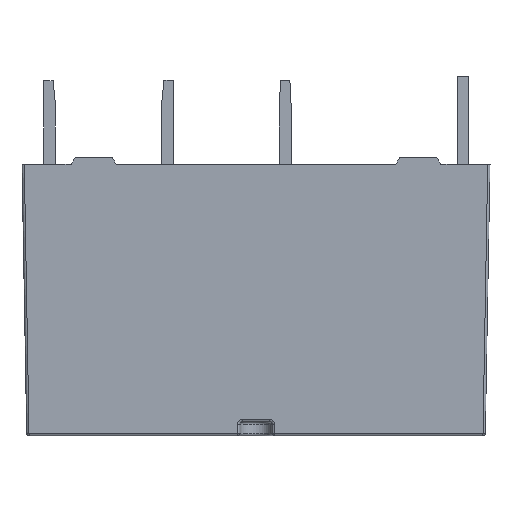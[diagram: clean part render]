
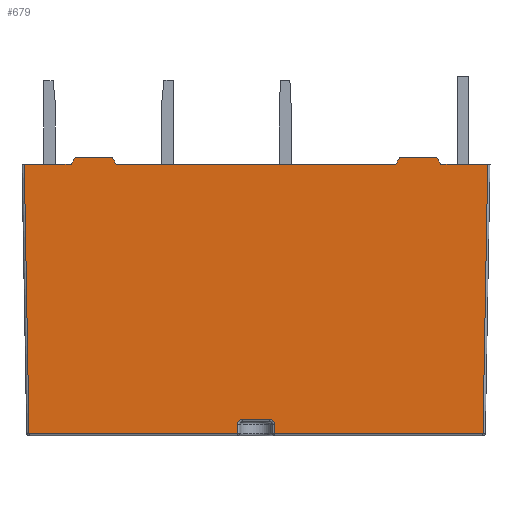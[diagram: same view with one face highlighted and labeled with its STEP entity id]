
A CAD part, left-side view. The second image highlights one B-rep face of the part: STEP entity #679.
In plain terms, the highlighted planar face has unit normal (-1, 0, -0.018).
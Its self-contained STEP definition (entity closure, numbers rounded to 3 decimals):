
#679 = ADVANCED_FACE( '', ( #1454 ), #1455, .T. );
#1454 = FACE_OUTER_BOUND( '', #2469, .T. );
#1455 = PLANE( '', #2470 );
#2469 = EDGE_LOOP( '', ( #4454, #4455, #4456, #4457, #4458, #4459, #4460, #4461, #4462, #4463, #4464, #4465, #4466, #4467, #4468, #4469, #4470, #4471 ) );
#2470 = AXIS2_PLACEMENT_3D( '', #4472, #4473, #4474 );
#4454 = ORIENTED_EDGE( '', *, *, #5919, .F. );
#4455 = ORIENTED_EDGE( '', *, *, #5985, .T. );
#4456 = ORIENTED_EDGE( '', *, *, #5594, .T. );
#4457 = ORIENTED_EDGE( '', *, *, #5197, .T. );
#4458 = ORIENTED_EDGE( '', *, *, #5251, .F. );
#4459 = ORIENTED_EDGE( '', *, *, #6004, .T. );
#4460 = ORIENTED_EDGE( '', *, *, #5409, .F. );
#4461 = ORIENTED_EDGE( '', *, *, #6005, .T. );
#4462 = ORIENTED_EDGE( '', *, *, #6006, .F. );
#4463 = ORIENTED_EDGE( '', *, *, #5270, .T. );
#4464 = ORIENTED_EDGE( '', *, *, #5860, .F. );
#4465 = ORIENTED_EDGE( '', *, *, #5970, .T. );
#4466 = ORIENTED_EDGE( '', *, *, #5563, .F. );
#4467 = ORIENTED_EDGE( '', *, *, #5845, .T. );
#4468 = ORIENTED_EDGE( '', *, *, #5893, .T. );
#4469 = ORIENTED_EDGE( '', *, *, #6007, .T. );
#4470 = ORIENTED_EDGE( '', *, *, #5763, .F. );
#4471 = ORIENTED_EDGE( '', *, *, #5706, .T. );
#4472 = CARTESIAN_POINT( '', ( -4.01, -11.635, 3.741 ) );
#4473 = DIRECTION( '', ( -1., 0., -0.017 ) );
#4474 = DIRECTION( '', ( 0., -1., 0. ) );
#5197 = EDGE_CURVE( '', #6183, #6180, #6184, .T. );
#5251 = EDGE_CURVE( '', #6283, #6180, #6284, .T. );
#5270 = EDGE_CURVE( '', #6316, #6317, #6318, .T. );
#5409 = EDGE_CURVE( '', #6550, #6551, #6552, .T. );
#5563 = EDGE_CURVE( '', #6807, #6809, #6810, .T. );
#5594 = EDGE_CURVE( '', #6857, #6183, #6858, .T. );
#5706 = EDGE_CURVE( '', #7023, #7027, #7029, .T. );
#5763 = EDGE_CURVE( '', #7023, #7104, #7106, .T. );
#5845 = EDGE_CURVE( '', #6807, #7216, #7218, .T. );
#5860 = EDGE_CURVE( '', #7235, #6317, #7237, .T. );
#5893 = EDGE_CURVE( '', #7216, #7276, #7278, .T. );
#5919 = EDGE_CURVE( '', #7306, #7027, #7308, .T. );
#5970 = EDGE_CURVE( '', #7235, #6809, #7367, .T. );
#5985 = EDGE_CURVE( '', #7306, #6857, #7387, .T. );
#6004 = EDGE_CURVE( '', #6283, #6551, #7409, .T. );
#6005 = EDGE_CURVE( '', #6550, #7410, #7411, .T. );
#6006 = EDGE_CURVE( '', #6316, #7410, #7412, .T. );
#6007 = EDGE_CURVE( '', #7276, #7104, #7413, .T. );
#6180 = VERTEX_POINT( '', #7606 );
#6183 = VERTEX_POINT( '', #7609 );
#6184 = LINE( '', #7610, #7611 );
#6283 = VERTEX_POINT( '', #7774 );
#6284 = LINE( '', #7775, #7776 );
#6316 = VERTEX_POINT( '', #7820 );
#6317 = VERTEX_POINT( '', #7821 );
#6318 = LINE( '', #7822, #7823 );
#6550 = VERTEX_POINT( '', #8142 );
#6551 = VERTEX_POINT( '', #8143 );
#6552 = LINE( '', #8144, #8145 );
#6807 = VERTEX_POINT( '', #8513 );
#6809 = VERTEX_POINT( '', #8515 );
#6810 = LINE( '', #8516, #8517 );
#6857 = VERTEX_POINT( '', #8581 );
#6858 = LINE( '', #8582, #8583 );
#7023 = VERTEX_POINT( '', #8821 );
#7027 = VERTEX_POINT( '', #8826 );
#7029 = LINE( '', #8828, #8829 );
#7104 = VERTEX_POINT( '', #8934 );
#7106 = ELLIPSE( '', #8936, 0.2, 0.2 );
#7216 = VERTEX_POINT( '', #9102 );
#7218 = LINE( '', #9104, #9105 );
#7235 = VERTEX_POINT( '', #9131 );
#7237 = LINE( '', #9134, #9135 );
#7276 = VERTEX_POINT( '', #9196 );
#7278 = LINE( '', #9198, #9199 );
#7306 = VERTEX_POINT( '', #9238 );
#7308 = ELLIPSE( '', #9240, 0.2, 0.2 );
#7367 = LINE( '', #9328, #9329 );
#7387 = LINE( '', #9357, #9358 );
#7409 = LINE( '', #9388, #9389 );
#7410 = VERTEX_POINT( '', #9390 );
#7411 = LINE( '', #9391, #9392 );
#7412 = LINE( '', #9393, #9394 );
#7413 = LINE( '', #9395, #9396 );
#7606 = CARTESIAN_POINT( '', ( -4.01, -12.594, 3.741 ) );
#7609 = CARTESIAN_POINT( '', ( -3.807, -12.391, -7.861 ) );
#7610 = CARTESIAN_POINT( '', ( -4.01, -12.593, 3.724 ) );
#7611 = VECTOR( '', #9602, 1000. );
#7774 = CARTESIAN_POINT( '', ( -4.01, -10.577, 3.741 ) );
#7775 = CARTESIAN_POINT( '', ( -4.01, -12.694, 3.741 ) );
#7776 = VECTOR( '', #9655, 1000. );
#7820 = CARTESIAN_POINT( '', ( -4.01, 3.423, 3.741 ) );
#7821 = CARTESIAN_POINT( '', ( -4.015, 3.596, 4.041 ) );
#7822 = CARTESIAN_POINT( '', ( -4.015, 3.596, 4.041 ) );
#7823 = VECTOR( '', #9677, 1000. );
#8142 = CARTESIAN_POINT( '', ( -4.015, -8.804, 4.041 ) );
#8143 = CARTESIAN_POINT( '', ( -4.015, -10.404, 4.041 ) );
#8144 = CARTESIAN_POINT( '', ( -4.015, -10.404, 4.041 ) );
#8145 = VECTOR( '', #9825, 1000. );
#8513 = CARTESIAN_POINT( '', ( -4.01, 7.386, 3.741 ) );
#8515 = CARTESIAN_POINT( '', ( -4.01, 5.37, 3.741 ) );
#8516 = CARTESIAN_POINT( '', ( -4.01, -12.694, 3.741 ) );
#8517 = VECTOR( '', #9984, 1000. );
#8581 = CARTESIAN_POINT( '', ( -3.807, -3.404, -7.861 ) );
#8582 = CARTESIAN_POINT( '', ( -3.807, -12.489, -7.861 ) );
#8583 = VECTOR( '', #10020, 1000. );
#8821 = CARTESIAN_POINT( '', ( -3.818, -2.004, -7.261 ) );
#8826 = CARTESIAN_POINT( '', ( -3.818, -3.204, -7.261 ) );
#8828 = CARTESIAN_POINT( '', ( -3.818, -11.635, -7.261 ) );
#8829 = VECTOR( '', #10125, 1000. );
#8934 = CARTESIAN_POINT( '', ( -3.814, -1.804, -7.461 ) );
#8936 = AXIS2_PLACEMENT_3D( '', #10190, #10191, #10192 );
#9102 = CARTESIAN_POINT( '', ( -3.807, 7.184, -7.861 ) );
#9104 = CARTESIAN_POINT( '', ( -4.004, 7.381, 3.409 ) );
#9105 = VECTOR( '', #10270, 1000. );
#9131 = CARTESIAN_POINT( '', ( -4.015, 5.196, 4.041 ) );
#9134 = CARTESIAN_POINT( '', ( -4.015, 5.196, 4.041 ) );
#9135 = VECTOR( '', #10281, 1000. );
#9196 = CARTESIAN_POINT( '', ( -3.807, -1.804, -7.861 ) );
#9198 = CARTESIAN_POINT( '', ( -3.807, -1.904, -7.861 ) );
#9199 = VECTOR( '', #10314, 1000. );
#9238 = CARTESIAN_POINT( '', ( -3.814, -3.404, -7.461 ) );
#9240 = AXIS2_PLACEMENT_3D( '', #10335, #10336, #10337 );
#9328 = CARTESIAN_POINT( '', ( -4.015, 5.199, 4.037 ) );
#9329 = VECTOR( '', #10379, 1000. );
#9357 = CARTESIAN_POINT( '', ( -3.808, -3.404, -7.859 ) );
#9358 = VECTOR( '', #10388, 1000. );
#9388 = CARTESIAN_POINT( '', ( -4.015, -10.404, 4.041 ) );
#9389 = VECTOR( '', #10403, 1000. );
#9390 = CARTESIAN_POINT( '', ( -4.01, -8.63, 3.741 ) );
#9391 = CARTESIAN_POINT( '', ( -4.015, -8.803, 4.041 ) );
#9392 = VECTOR( '', #10404, 1000. );
#9393 = CARTESIAN_POINT( '', ( -4.01, -12.694, 3.741 ) );
#9394 = VECTOR( '', #10405, 1000. );
#9395 = CARTESIAN_POINT( '', ( -3.816, -1.804, -7.359 ) );
#9396 = VECTOR( '', #10406, 1000. );
#9602 = DIRECTION( '', ( -0.017, -0.017, 1. ) );
#9655 = DIRECTION( '', ( 0., -1., 0. ) );
#9677 = DIRECTION( '', ( -0.015, 0.5, 0.866 ) );
#9825 = DIRECTION( '', ( 0., -1., 0. ) );
#9984 = DIRECTION( '', ( 0., -1., 0. ) );
#10020 = DIRECTION( '', ( 0., -1., 0. ) );
#10125 = DIRECTION( '', ( 0., -1., 0. ) );
#10190 = CARTESIAN_POINT( '', ( -3.814, -2.004, -7.461 ) );
#10191 = DIRECTION( '', ( -1., 0., -0.017 ) );
#10192 = DIRECTION( '', ( 0.017, 0., -1. ) );
#10270 = DIRECTION( '', ( 0.017, -0.017, -1. ) );
#10281 = DIRECTION( '', ( 0., -1., 0. ) );
#10314 = DIRECTION( '', ( 0., -1., 0. ) );
#10335 = CARTESIAN_POINT( '', ( -3.814, -3.204, -7.461 ) );
#10336 = DIRECTION( '', ( -1., 0., -0.017 ) );
#10337 = DIRECTION( '', ( -0.017, 0., 1. ) );
#10379 = DIRECTION( '', ( 0.015, 0.5, -0.866 ) );
#10388 = DIRECTION( '', ( 0.017, 0., -1. ) );
#10403 = DIRECTION( '', ( -0.015, 0.5, 0.866 ) );
#10404 = DIRECTION( '', ( 0.015, 0.5, -0.866 ) );
#10405 = DIRECTION( '', ( 0., -1., 0. ) );
#10406 = DIRECTION( '', ( -0.017, 0., 1. ) );
